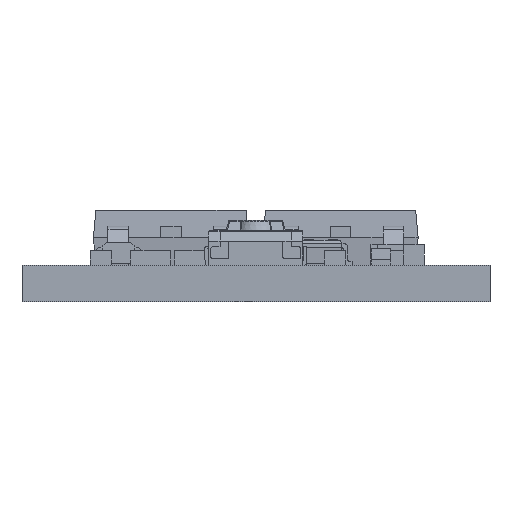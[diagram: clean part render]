
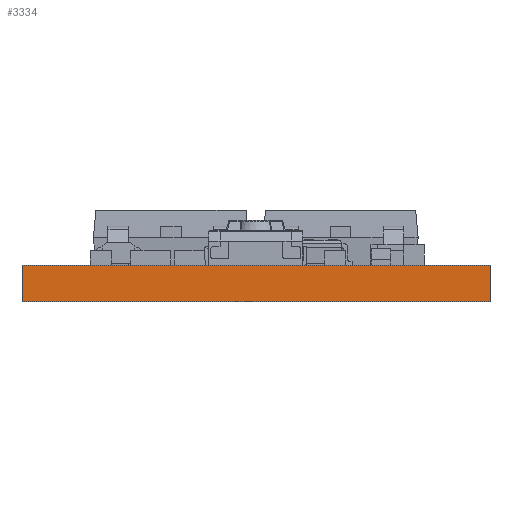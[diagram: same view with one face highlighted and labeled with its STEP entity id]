
A CAD part, front view. The second image highlights one B-rep face of the part: STEP entity #3334.
In plain terms, the highlighted planar face has unit normal (0, -1, 0).
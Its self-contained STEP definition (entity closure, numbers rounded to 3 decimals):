
#1196 = VERTEX_POINT ( 'NONE', #28454 ) ;
#3334 = ADVANCED_FACE ( 'NONE', ( #38343 ), #3636, .F. ) ;
#3573 = VECTOR ( 'NONE', #40527, 1000. ) ;
#3636 = PLANE ( 'NONE',  #14459 ) ;
#3797 = CARTESIAN_POINT ( 'NONE',  ( 0., 0., 1.575 ) ) ;
#7807 = CARTESIAN_POINT ( 'NONE',  ( 0., 0., 1.575 ) ) ;
#9583 = VECTOR ( 'NONE', #12278, 1000. ) ;
#10960 = CARTESIAN_POINT ( 'NONE',  ( 20.32, 0., 1.575 ) ) ;
#12094 = EDGE_CURVE ( 'NONE', #43565, #26623, #14199, .T. ) ;
#12278 = DIRECTION ( 'NONE',  ( 1., 0., 0. ) ) ;
#12714 = DIRECTION ( 'NONE',  ( 0., 1., 0. ) ) ;
#12962 = LINE ( 'NONE', #26390, #16714 ) ;
#13464 = EDGE_CURVE ( 'NONE', #19157, #43565, #27448, .T. ) ;
#13684 = CARTESIAN_POINT ( 'NONE',  ( 20.32, 0., 1.575 ) ) ;
#14199 = LINE ( 'NONE', #13684, #19165 ) ;
#14359 = DIRECTION ( 'NONE',  ( 0., 0., -1. ) ) ;
#14459 = AXIS2_PLACEMENT_3D ( 'NONE', #3797, #12714, #47971 ) ;
#15455 = EDGE_CURVE ( 'NONE', #1196, #26623, #19017, .T. ) ;
#16714 = VECTOR ( 'NONE', #14359, 1000. ) ;
#19017 = LINE ( 'NONE', #41048, #3573 ) ;
#19157 = VERTEX_POINT ( 'NONE', #23251 ) ;
#19165 = VECTOR ( 'NONE', #41250, 1000. ) ;
#23251 = CARTESIAN_POINT ( 'NONE',  ( 0., 0., 1.575 ) ) ;
#26390 = CARTESIAN_POINT ( 'NONE',  ( 0., 0., 1.575 ) ) ;
#26522 = ORIENTED_EDGE ( 'NONE', *, *, #45608, .T. ) ;
#26623 = VERTEX_POINT ( 'NONE', #48923 ) ;
#27448 = LINE ( 'NONE', #7807, #9583 ) ;
#28454 = CARTESIAN_POINT ( 'NONE',  ( 0., 0., 0. ) ) ;
#28890 = ORIENTED_EDGE ( 'NONE', *, *, #12094, .F. ) ;
#34245 = ORIENTED_EDGE ( 'NONE', *, *, #15455, .T. ) ;
#38343 = FACE_OUTER_BOUND ( 'NONE', #39821, .T. ) ;
#39821 = EDGE_LOOP ( 'NONE', ( #34245, #28890, #43342, #26522 ) ) ;
#40527 = DIRECTION ( 'NONE',  ( 1., 0., 0. ) ) ;
#41048 = CARTESIAN_POINT ( 'NONE',  ( 0., 0., 0. ) ) ;
#41250 = DIRECTION ( 'NONE',  ( 0., 0., -1. ) ) ;
#43342 = ORIENTED_EDGE ( 'NONE', *, *, #13464, .F. ) ;
#43565 = VERTEX_POINT ( 'NONE', #10960 ) ;
#45608 = EDGE_CURVE ( 'NONE', #19157, #1196, #12962, .T. ) ;
#47971 = DIRECTION ( 'NONE',  ( 0., 0., 1. ) ) ;
#48923 = CARTESIAN_POINT ( 'NONE',  ( 20.32, 0., 0. ) ) ;
